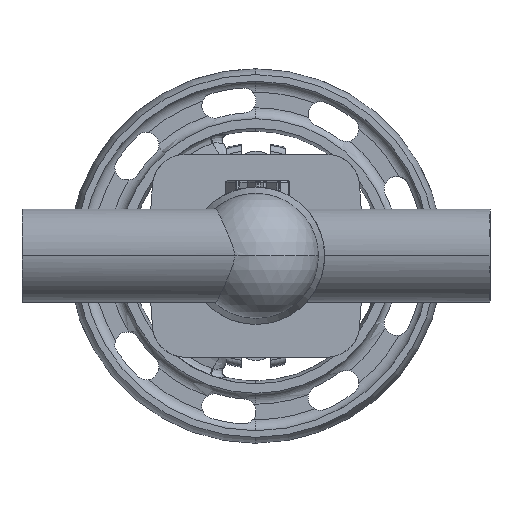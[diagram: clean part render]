
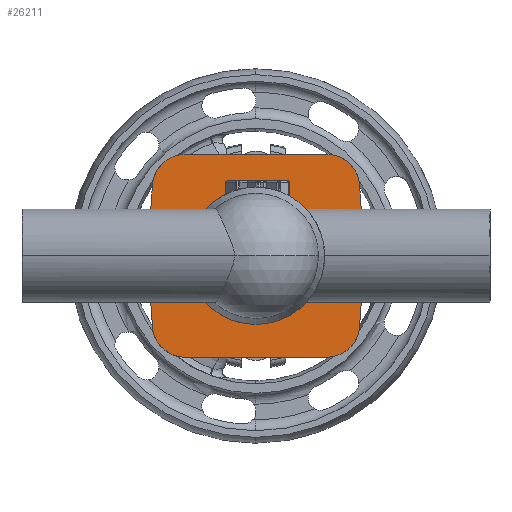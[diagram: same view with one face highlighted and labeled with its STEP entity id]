
A CAD part, front view. The second image highlights one B-rep face of the part: STEP entity #26211.
In plain terms, the highlighted planar face has unit normal (0, -1, 0).
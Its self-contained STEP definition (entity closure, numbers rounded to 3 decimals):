
#157 = EDGE_CURVE ( 'NONE', #25018, #4062, #5094, .T. ) ;
#290 = ORIENTED_EDGE ( 'NONE', *, *, #7678, .T. ) ;
#945 = EDGE_LOOP ( 'NONE', ( #25419, #290, #12786, #12970, #33576, #5644, #19214, #30483, #32135, #23018 ) ) ;
#958 = AXIS2_PLACEMENT_3D ( 'NONE', #28132, #12622, #30754 ) ;
#1030 = VERTEX_POINT ( 'NONE', #18210 ) ;
#1399 = EDGE_CURVE ( 'NONE', #15317, #7756, #8242, .T. ) ;
#1490 = CARTESIAN_POINT ( 'NONE',  ( -22.709, 28., 22. ) ) ;
#1707 = VERTEX_POINT ( 'NONE', #4974 ) ;
#1976 = CARTESIAN_POINT ( 'NONE',  ( 22.709, 28., -22. ) ) ;
#2194 = VECTOR ( 'NONE', #31726, 1000. ) ;
#2203 = DIRECTION ( 'NONE',  ( 0., 0., 1. ) ) ;
#2518 = CARTESIAN_POINT ( 'NONE',  ( 32.5, 28., -32.5 ) ) ;
#2559 = CARTESIAN_POINT ( 'NONE',  ( 22.709, 28., 22. ) ) ;
#3343 = VERTEX_POINT ( 'NONE', #12218 ) ;
#3697 = CARTESIAN_POINT ( 'NONE',  ( 34.773, 28., 0. ) ) ;
#3730 = EDGE_CURVE ( 'NONE', #3343, #33218, #13311, .T. ) ;
#3801 = DIRECTION ( 'NONE',  ( 0., -1., 0. ) ) ;
#3926 = CARTESIAN_POINT ( 'NONE',  ( 25.805, 28., 5.211 ) ) ;
#4062 = VERTEX_POINT ( 'NONE', #5713 ) ;
#4080 = DIRECTION ( 'NONE',  ( 0., 0., 1. ) ) ;
#4097 = CARTESIAN_POINT ( 'NONE',  ( 33.183, 28., 22.732 ) ) ;
#4340 = EDGE_CURVE ( 'NONE', #13670, #32668, #10789, .T. ) ;
#4590 = PLANE ( 'NONE',  #12215 ) ;
#4927 = CARTESIAN_POINT ( 'NONE',  ( 25.805, 28., -5.211 ) ) ;
#4974 = CARTESIAN_POINT ( 'NONE',  ( 0., 28., 22. ) ) ;
#5094 = CIRCLE ( 'NONE', #6413, 10.5 ) ;
#5177 = EDGE_CURVE ( 'NONE', #11777, #16448, #20925, .T. ) ;
#5194 = DIRECTION ( 'NONE',  ( 0., 0., 1. ) ) ;
#5393 = LINE ( 'NONE', #2518, #7794 ) ;
#5616 = VECTOR ( 'NONE', #24211, 1000. ) ;
#5644 = ORIENTED_EDGE ( 'NONE', *, *, #4340, .F. ) ;
#5713 = CARTESIAN_POINT ( 'NONE',  ( 33.183, 28., -22.732 ) ) ;
#6271 = DIRECTION ( 'NONE',  ( 0., -1., 0. ) ) ;
#6413 = AXIS2_PLACEMENT_3D ( 'NONE', #1976, #18484, #21099 ) ;
#6924 = CARTESIAN_POINT ( 'NONE',  ( 32.5, 28., 32.5 ) ) ;
#7231 = VECTOR ( 'NONE', #16610, 1000. ) ;
#7533 = EDGE_CURVE ( 'NONE', #11777, #1707, #32832, .T. ) ;
#7678 = EDGE_CURVE ( 'NONE', #1030, #18897, #10064, .T. ) ;
#7745 = FACE_BOUND ( 'NONE', #27858, .T. ) ;
#7756 = VERTEX_POINT ( 'NONE', #16835 ) ;
#7794 = VECTOR ( 'NONE', #18047, 1000. ) ;
#8242 = LINE ( 'NONE', #16217, #2194 ) ;
#8554 = FACE_OUTER_BOUND ( 'NONE', #945, .T. ) ;
#8884 = DIRECTION ( 'NONE',  ( -0.07, 0., -0.998 ) ) ;
#9122 = CARTESIAN_POINT ( 'NONE',  ( 28.458, 28., 0. ) ) ;
#10064 = CIRCLE ( 'NONE', #24181, 10.5 ) ;
#10370 = CARTESIAN_POINT ( 'NONE',  ( 34.773, 28., 0. ) ) ;
#10564 = CARTESIAN_POINT ( 'NONE',  ( 0., 28., 0. ) ) ;
#10701 = ORIENTED_EDGE ( 'NONE', *, *, #5177, .T. ) ;
#10789 = LINE ( 'NONE', #6924, #16896 ) ;
#11777 = VERTEX_POINT ( 'NONE', #25717 ) ;
#12022 = EDGE_CURVE ( 'NONE', #1707, #24674, #30281, .T. ) ;
#12215 = AXIS2_PLACEMENT_3D ( 'NONE', #12511, #17725, #2203 ) ;
#12218 = CARTESIAN_POINT ( 'NONE',  ( -22.709, 28., 32.5 ) ) ;
#12342 = LINE ( 'NONE', #3697, #32206 ) ;
#12381 =( BOUNDED_CURVE ( )  B_SPLINE_CURVE ( 3, ( #17845, #33370, #4927, #23072 ),
 .UNSPECIFIED., .F., .F. ) 
 B_SPLINE_CURVE_WITH_KNOTS ( ( 4, 4 ),
 ( 3.142, 3.666 ),
 .UNSPECIFIED. ) 
 CURVE ( )  GEOMETRIC_REPRESENTATION_ITEM ( )  RATIONAL_B_SPLINE_CURVE ( ( 1., 0.977, 0.977, 1. ) ) 
 REPRESENTATION_ITEM ( '' )  );
#12495 = CIRCLE ( 'NONE', #12515, 10.5 ) ;
#12511 = CARTESIAN_POINT ( 'NONE',  ( 0., 28., 0. ) ) ;
#12515 = AXIS2_PLACEMENT_3D ( 'NONE', #2559, #20706, #5194 ) ;
#12622 = DIRECTION ( 'NONE',  ( 0., -1., 0. ) ) ;
#12786 = ORIENTED_EDGE ( 'NONE', *, *, #19029, .F. ) ;
#12970 = ORIENTED_EDGE ( 'NONE', *, *, #157, .T. ) ;
#12980 = CARTESIAN_POINT ( 'NONE',  ( 22.709, 28., -32.5 ) ) ;
#13144 = ORIENTED_EDGE ( 'NONE', *, *, #7533, .F. ) ;
#13182 = DIRECTION ( 'NONE',  ( 0., 0., 1. ) ) ;
#13191 = EDGE_CURVE ( 'NONE', #32668, #4062, #12342, .T. ) ;
#13311 = LINE ( 'NONE', #32026, #5616 ) ;
#13670 = VERTEX_POINT ( 'NONE', #4097 ) ;
#13994 = CARTESIAN_POINT ( 'NONE',  ( -32.5, 28., -32.5 ) ) ;
#14455 = AXIS2_PLACEMENT_3D ( 'NONE', #1490, #19627, #4080 ) ;
#14456 = ORIENTED_EDGE ( 'NONE', *, *, #15124, .F. ) ;
#15124 = EDGE_CURVE ( 'NONE', #24674, #28340, #21150, .T. ) ;
#15317 = VERTEX_POINT ( 'NONE', #16475 ) ;
#16217 = CARTESIAN_POINT ( 'NONE',  ( -34.773, 28., 0. ) ) ;
#16448 = VERTEX_POINT ( 'NONE', #22018 ) ;
#16475 = CARTESIAN_POINT ( 'NONE',  ( -34.773, 28., 0. ) ) ;
#16610 = DIRECTION ( 'NONE',  ( -0.07, 0., 0.998 ) ) ;
#16819 = AXIS2_PLACEMENT_3D ( 'NONE', #10564, #28704, #13182 ) ;
#16835 = CARTESIAN_POINT ( 'NONE',  ( -33.183, 28., 22.732 ) ) ;
#16896 = VECTOR ( 'NONE', #24846, 1000. ) ;
#17505 = CARTESIAN_POINT ( 'NONE',  ( -22.709, 28., -32.5 ) ) ;
#17725 = DIRECTION ( 'NONE',  ( 0., 1., 0. ) ) ;
#17845 = CARTESIAN_POINT ( 'NONE',  ( 28.458, 28., 0. ) ) ;
#18047 = DIRECTION ( 'NONE',  ( -1., 0., 0. ) ) ;
#18210 = CARTESIAN_POINT ( 'NONE',  ( -33.183, 28., -22.732 ) ) ;
#18484 = DIRECTION ( 'NONE',  ( 0., -1., 0. ) ) ;
#18897 = VERTEX_POINT ( 'NONE', #17505 ) ;
#18909 = CARTESIAN_POINT ( 'NONE',  ( 20.68, 28., -7.506 ) ) ;
#19029 = EDGE_CURVE ( 'NONE', #25018, #18897, #5393, .T. ) ;
#19214 = ORIENTED_EDGE ( 'NONE', *, *, #22620, .T. ) ;
#19355 = CARTESIAN_POINT ( 'NONE',  ( -22.709, 28., -22. ) ) ;
#19367 = CARTESIAN_POINT ( 'NONE',  ( 20.68, 28., 7.506 ) ) ;
#19472 = CARTESIAN_POINT ( 'NONE',  ( 28.458, 28., 2.651 ) ) ;
#19627 = DIRECTION ( 'NONE',  ( 0., -1., 0. ) ) ;
#20706 = DIRECTION ( 'NONE',  ( 0., -1., 0. ) ) ;
#20925 =( BOUNDED_CURVE ( )  B_SPLINE_CURVE ( 3, ( #19367, #3926, #19472, #9122 ),
 .UNSPECIFIED., .F., .F. ) 
 B_SPLINE_CURVE_WITH_KNOTS ( ( 4, 4 ),
 ( 2.618, 3.142 ),
 .UNSPECIFIED. ) 
 CURVE ( )  GEOMETRIC_REPRESENTATION_ITEM ( )  RATIONAL_B_SPLINE_CURVE ( ( 1., 0.977, 0.977, 1. ) ) 
 REPRESENTATION_ITEM ( '' )  );
#21014 = CIRCLE ( 'NONE', #14455, 10.5 ) ;
#21099 = DIRECTION ( 'NONE',  ( 0., 0., 1. ) ) ;
#21150 = CIRCLE ( 'NONE', #16819, 22. ) ;
#21370 = AXIS2_PLACEMENT_3D ( 'NONE', #21814, #6271, #24416 ) ;
#21814 = CARTESIAN_POINT ( 'NONE',  ( 0., 28., 0. ) ) ;
#21943 = DIRECTION ( 'NONE',  ( 0., 0., 1. ) ) ;
#22010 = EDGE_CURVE ( 'NONE', #3343, #7756, #21014, .T. ) ;
#22018 = CARTESIAN_POINT ( 'NONE',  ( 28.458, 28., 0. ) ) ;
#22620 = EDGE_CURVE ( 'NONE', #13670, #33218, #12495, .T. ) ;
#23018 = ORIENTED_EDGE ( 'NONE', *, *, #1399, .F. ) ;
#23072 = CARTESIAN_POINT ( 'NONE',  ( 20.68, 28., -7.506 ) ) ;
#23195 = EDGE_CURVE ( 'NONE', #16448, #28340, #12381, .T. ) ;
#24181 = AXIS2_PLACEMENT_3D ( 'NONE', #19355, #3801, #21943 ) ;
#24211 = DIRECTION ( 'NONE',  ( 1., 0., 0. ) ) ;
#24416 = DIRECTION ( 'NONE',  ( 0., 0., 1. ) ) ;
#24674 = VERTEX_POINT ( 'NONE', #26262 ) ;
#24846 = DIRECTION ( 'NONE',  ( 0.07, 0., -0.998 ) ) ;
#25018 = VERTEX_POINT ( 'NONE', #12980 ) ;
#25419 = ORIENTED_EDGE ( 'NONE', *, *, #30035, .F. ) ;
#25717 = CARTESIAN_POINT ( 'NONE',  ( 20.68, 28., 7.506 ) ) ;
#26211 = ADVANCED_FACE ( 'NONE', ( #8554, #7745 ), #4590, .F. ) ;
#26262 = CARTESIAN_POINT ( 'NONE',  ( 0., 28., -22. ) ) ;
#27085 = LINE ( 'NONE', #13994, #7231 ) ;
#27858 = EDGE_LOOP ( 'NONE', ( #13144, #10701, #30430, #14456, #29877 ) ) ;
#28132 = CARTESIAN_POINT ( 'NONE',  ( 0., 28., 0. ) ) ;
#28340 = VERTEX_POINT ( 'NONE', #18909 ) ;
#28704 = DIRECTION ( 'NONE',  ( 0., -1., 0. ) ) ;
#29877 = ORIENTED_EDGE ( 'NONE', *, *, #12022, .F. ) ;
#30035 = EDGE_CURVE ( 'NONE', #1030, #15317, #27085, .T. ) ;
#30281 = CIRCLE ( 'NONE', #958, 22. ) ;
#30430 = ORIENTED_EDGE ( 'NONE', *, *, #23195, .T. ) ;
#30483 = ORIENTED_EDGE ( 'NONE', *, *, #3730, .F. ) ;
#30754 = DIRECTION ( 'NONE',  ( 0., 0., 1. ) ) ;
#31726 = DIRECTION ( 'NONE',  ( 0.07, 0., 0.998 ) ) ;
#31758 = CARTESIAN_POINT ( 'NONE',  ( 22.709, 28., 32.5 ) ) ;
#32026 = CARTESIAN_POINT ( 'NONE',  ( 32.5, 28., 32.5 ) ) ;
#32135 = ORIENTED_EDGE ( 'NONE', *, *, #22010, .T. ) ;
#32206 = VECTOR ( 'NONE', #8884, 1000. ) ;
#32668 = VERTEX_POINT ( 'NONE', #10370 ) ;
#32832 = CIRCLE ( 'NONE', #21370, 22. ) ;
#33218 = VERTEX_POINT ( 'NONE', #31758 ) ;
#33370 = CARTESIAN_POINT ( 'NONE',  ( 28.458, 28., -2.651 ) ) ;
#33576 = ORIENTED_EDGE ( 'NONE', *, *, #13191, .F. ) ;
